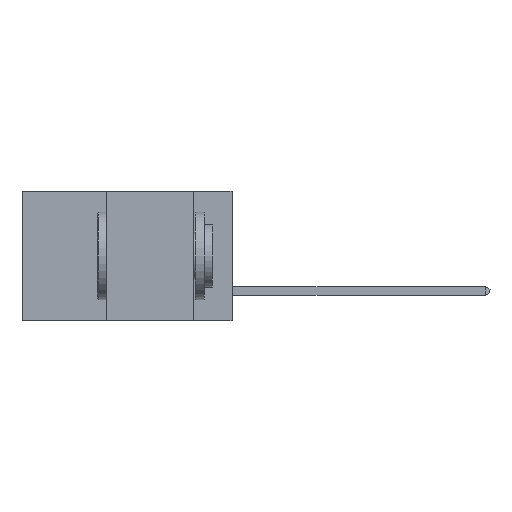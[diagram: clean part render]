
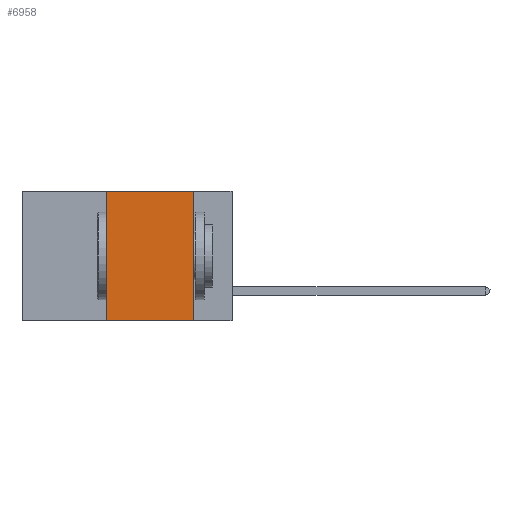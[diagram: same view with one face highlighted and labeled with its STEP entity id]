
A CAD part, left-side view. The second image highlights one B-rep face of the part: STEP entity #6958.
In plain terms, the highlighted planar face has unit normal (-1, 0, 0).
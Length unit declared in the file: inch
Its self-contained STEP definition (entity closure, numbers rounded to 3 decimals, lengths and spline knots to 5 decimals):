
#57 = CARTESIAN_POINT ( 'NONE',  ( 0., 0.11, -0.37 ) ) ;
#249 = VERTEX_POINT ( 'NONE', #57 ) ;
#418 = VECTOR ( 'NONE', #8997, 39.37008 ) ;
#589 = ORIENTED_EDGE ( 'NONE', *, *, #6658, .F. ) ;
#976 = CARTESIAN_POINT ( 'NONE',  ( 0., 0.6, 0. ) ) ;
#1517 = VERTEX_POINT ( 'NONE', #9876 ) ;
#1597 = DIRECTION ( 'NONE',  ( 0., 0., -1. ) ) ;
#1791 = VECTOR ( 'NONE', #1971, 39.37008 ) ;
#1971 = DIRECTION ( 'NONE',  ( 0., -1., 0. ) ) ;
#2280 = EDGE_LOOP ( 'NONE', ( #10417, #6359, #589, #6588 ) ) ;
#2326 = VERTEX_POINT ( 'NONE', #10847 ) ;
#2870 = LINE ( 'NONE', #8082, #11258 ) ;
#3199 = CARTESIAN_POINT ( 'NONE',  ( 0., 0.6, 0. ) ) ;
#3648 = CARTESIAN_POINT ( 'NONE',  ( 0., 0.11, 0. ) ) ;
#5510 = DIRECTION ( 'NONE',  ( 0., 0., -1. ) ) ;
#6359 = ORIENTED_EDGE ( 'NONE', *, *, #9433, .F. ) ;
#6498 = LINE ( 'NONE', #10211, #418 ) ;
#6588 = ORIENTED_EDGE ( 'NONE', *, *, #9983, .T. ) ;
#6635 = DIRECTION ( 'NONE',  ( 1., 0., 0. ) ) ;
#6658 = EDGE_CURVE ( 'NONE', #1517, #9016, #2870, .T. ) ;
#6958 = ADVANCED_FACE ( 'NONE', ( #13580 ), #13799, .F. ) ;
#7012 = DIRECTION ( 'NONE',  ( 0., 0., 1. ) ) ;
#8082 = CARTESIAN_POINT ( 'NONE',  ( 0., 0.36, 0. ) ) ;
#8785 = EDGE_CURVE ( 'NONE', #2326, #249, #10549, .T. ) ;
#8997 = DIRECTION ( 'NONE',  ( 0., -1., 0. ) ) ;
#9016 = VERTEX_POINT ( 'NONE', #12101 ) ;
#9433 = EDGE_CURVE ( 'NONE', #9016, #2326, #13332, .T. ) ;
#9876 = CARTESIAN_POINT ( 'NONE',  ( 0., 0.36, -0.37 ) ) ;
#9983 = EDGE_CURVE ( 'NONE', #1517, #249, #6498, .T. ) ;
#10082 = AXIS2_PLACEMENT_3D ( 'NONE', #976, #6635, #5510 ) ;
#10211 = CARTESIAN_POINT ( 'NONE',  ( 0., 0.6, -0.37 ) ) ;
#10417 = ORIENTED_EDGE ( 'NONE', *, *, #8785, .F. ) ;
#10549 = LINE ( 'NONE', #3648, #12200 ) ;
#10847 = CARTESIAN_POINT ( 'NONE',  ( 0., 0.11, 0. ) ) ;
#11258 = VECTOR ( 'NONE', #7012, 39.37008 ) ;
#12101 = CARTESIAN_POINT ( 'NONE',  ( 0., 0.36, 0. ) ) ;
#12200 = VECTOR ( 'NONE', #1597, 39.37008 ) ;
#13332 = LINE ( 'NONE', #3199, #1791 ) ;
#13580 = FACE_OUTER_BOUND ( 'NONE', #2280, .T. ) ;
#13799 = PLANE ( 'NONE',  #10082 ) ;
